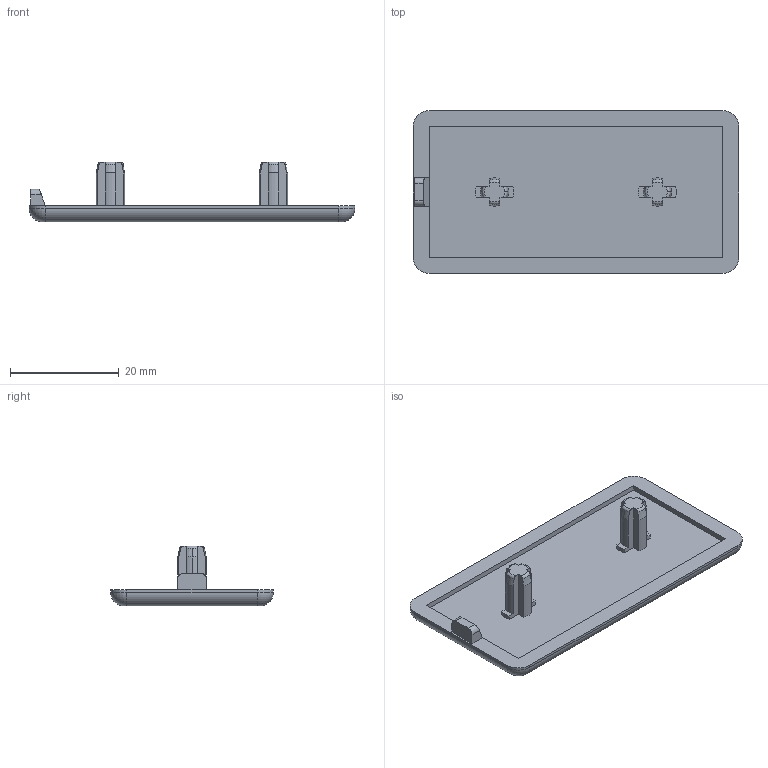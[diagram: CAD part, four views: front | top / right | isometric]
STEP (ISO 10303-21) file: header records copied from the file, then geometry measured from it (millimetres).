
FILE_DESCRIPTION (( 'STEP AP214' ), '1' );
FILE_NAME ('091185.STEP', '2013-12-05T10:57:51', ( '' ), ( '' ), 'SwSTEP 2.0', 'SolidWorks 2012', '' );
FILE_SCHEMA (( 'AUTOMOTIVE_DESIGN' ));
Length unit declared in the file: millimetre
Products named in the file (1): 091185
Bounding box: 60 x 30 x 11 mm (x, y, z)
Volume: 4176.3 mm3; surface area: 4453.1 mm2
Topology: 1 solids, 1 shells, 88 faces, 237 edges, 154 vertices
Faces by surface type: plane 38, cylinder 26, torus 14, cone 10
Entity records: 2877 total; most frequent: CARTESIAN_POINT 630, ORIENTED_EDGE 474, DIRECTION 459, EDGE_CURVE 237, AXIS2_PLACEMENT_3D 167, VERTEX_POINT 154, LINE 125, VECTOR 125
